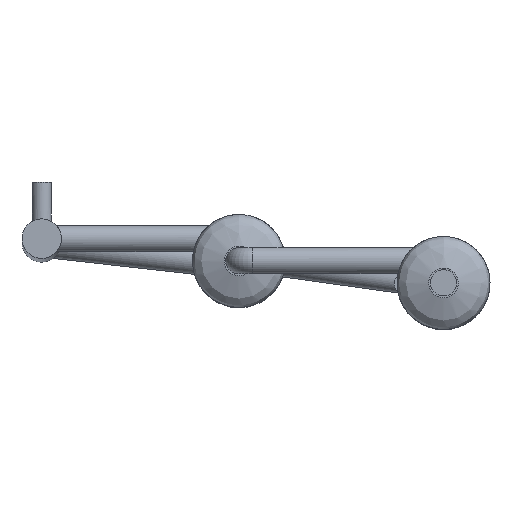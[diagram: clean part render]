
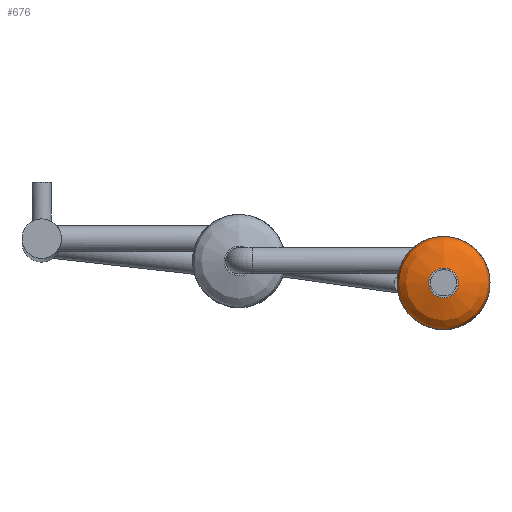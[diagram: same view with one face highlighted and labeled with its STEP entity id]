
A CAD part, top view. The second image highlights one B-rep face of the part: STEP entity #676.
In plain terms, the highlighted free-form (B-spline) face has degree [2, 2] with [3, 9] control points.
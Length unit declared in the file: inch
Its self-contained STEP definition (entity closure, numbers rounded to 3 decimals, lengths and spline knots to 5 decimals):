
#511=CARTESIAN_POINT('',(122.25,-9.,677.11317));
#512=VERTEX_POINT('',#511);
#513=CARTESIAN_POINT('',(122.25,-9.,677.11317));
#514=CARTESIAN_POINT('',(122.58177,-9.,677.11317));
#515=CARTESIAN_POINT('',(122.91252,-9.03669,677.11317));
#516=CARTESIAN_POINT('',(123.55993,-9.18211,677.11317));
#517=CARTESIAN_POINT('',(123.8746,-9.2904,677.11317));
#518=CARTESIAN_POINT('',(124.70418,-9.68288,677.11317));
#519=CARTESIAN_POINT('',(125.17984,-10.03455,677.11317));
#520=CARTESIAN_POINT('',(125.9696,-10.9004,677.11317));
#521=CARTESIAN_POINT('',(126.27615,-11.40632,677.11317));
#522=CARTESIAN_POINT('',(126.67805,-12.50718,677.11317));
#523=CARTESIAN_POINT('',(126.76958,-13.0916,677.11317));
#524=CARTESIAN_POINT('',(126.72345,-14.26263,677.11317));
#525=CARTESIAN_POINT('',(126.58624,-14.83804,677.11317));
#526=CARTESIAN_POINT('',(126.09899,-15.90388,677.11317));
#527=CARTESIAN_POINT('',(125.7536,-16.38411,677.11317));
#528=CARTESIAN_POINT('',(124.89819,-17.18517,677.11317));
#529=CARTESIAN_POINT('',(124.39633,-17.49833,677.11317));
#530=CARTESIAN_POINT('',(123.30084,-17.91465,677.11317));
#531=CARTESIAN_POINT('',(122.71767,-18.01383,677.11317));
#532=CARTESIAN_POINT('',(121.54614,-17.98307,677.11317));
#533=CARTESIAN_POINT('',(120.96898,-17.85343,677.11317));
#534=CARTESIAN_POINT('',(119.89684,-17.38021,677.11317));
#535=CARTESIAN_POINT('',(119.41211,-17.04115,677.11317));
#536=CARTESIAN_POINT('',(118.5999,-16.19632,677.11317));
#537=CARTESIAN_POINT('',(118.28018,-15.69862,677.11317));
#538=CARTESIAN_POINT('',(117.84952,-14.60868,677.11317));
#539=CARTESIAN_POINT('',(117.7427,-14.02686,677.11317));
#540=CARTESIAN_POINT('',(117.75808,-12.85503,677.11317));
#541=CARTESIAN_POINT('',(117.88014,-12.27622,677.11317));
#542=CARTESIAN_POINT('',(118.33925,-11.19796,677.11317));
#543=CARTESIAN_POINT('',(118.67192,-10.70882,677.11317));
#544=CARTESIAN_POINT('',(119.50602,-9.8856,677.11317));
#545=CARTESIAN_POINT('',(119.99948,-9.55938,677.11317));
#546=CARTESIAN_POINT('',(121.08367,-9.11445,677.11317));
#547=CARTESIAN_POINT('',(121.66403,-9.,677.11317));
#548=CARTESIAN_POINT('',(122.25,-9.,677.11317));
#549=B_SPLINE_CURVE_WITH_KNOTS('',3,(#513,#514,#515,#516,#517,#518,#519,#520,#521,#522,#523,#524,#525,#526,#527,#528,#529,#530,#531,#532,#533,#534,#535,#536,#537,#538,#539,#540,#541,#542,#543,#544,#545,#546,#547,#548),.UNSPECIFIED.,.T.,.U.,(4,2,2,2,2,2,2,2,2,2,2,2,2,2,2,2,2,4),(-72.03216,-69.50408,-66.97599,-62.51093,-58.04586,-53.5808,-49.11573,-44.65066,-40.1856,-35.72053,-31.25546,-26.7904,-22.32533,-17.86027,-13.3952,-8.93013,-4.46507,0.0),.UNSPECIFIED.);
#550=EDGE_CURVE('',#512,#512,#549,.T.);
#586=CARTESIAN_POINT('',(122.25,0.625,671.24993));
#587=CARTESIAN_POINT('',(122.25,0.62195,675.69655));
#588=CARTESIAN_POINT('',(122.25,-9.,677.11317));
#589=CARTESIAN_POINT('',(136.375,0.625,671.24993));
#590=CARTESIAN_POINT('',(136.37195,0.62195,675.69655));
#591=CARTESIAN_POINT('',(126.75,-9.,677.11317));
#592=CARTESIAN_POINT('',(136.375,-13.5,671.24993));
#593=CARTESIAN_POINT('',(136.37195,-13.5,675.69655));
#594=CARTESIAN_POINT('',(126.75,-13.5,677.11317));
#595=CARTESIAN_POINT('',(136.375,-27.625,671.24993));
#596=CARTESIAN_POINT('',(136.37195,-27.62195,675.69655));
#597=CARTESIAN_POINT('',(126.75,-18.,677.11317));
#598=CARTESIAN_POINT('',(122.25,-27.625,671.24993));
#599=CARTESIAN_POINT('',(122.25,-27.62195,675.69655));
#600=CARTESIAN_POINT('',(122.25,-18.,677.11317));
#601=CARTESIAN_POINT('',(108.125,-27.625,671.24993));
#602=CARTESIAN_POINT('',(108.12805,-27.62195,675.69655));
#603=CARTESIAN_POINT('',(117.75,-18.,677.11317));
#604=CARTESIAN_POINT('',(108.125,-13.5,671.24993));
#605=CARTESIAN_POINT('',(108.12805,-13.5,675.69655));
#606=CARTESIAN_POINT('',(117.75,-13.5,677.11317));
#607=CARTESIAN_POINT('',(108.125,0.625,671.24993));
#608=CARTESIAN_POINT('',(108.12805,0.62195,675.69655));
#609=CARTESIAN_POINT('',(117.75,-9.,677.11317));
#610=CARTESIAN_POINT('',(122.25,0.625,671.24993));
#611=CARTESIAN_POINT('',(122.25,0.62195,675.69655));
#612=CARTESIAN_POINT('',(122.25,-9.,677.11317));
#620=(BOUNDED_SURFACE()B_SPLINE_SURFACE(2,2,((#586,#589,#592,#595,#598,#601,#604,#607,#610),(#587,#590,#593,#596,#599,#602,#605,#608,#611),(#588,#591,#594,#597,#600,#603,#606,#609,#612)),.SURF_OF_REVOLUTION.,.F.,.T.,.U.)B_SPLINE_SURFACE_WITH_KNOTS((3,3),(3,2,2,2,3),(0.0,1.0),(0.0,0.25,0.5,0.75,1.0),.UNSPECIFIED.)GEOMETRIC_REPRESENTATION_ITEM()RATIONAL_B_SPLINE_SURFACE(((1.0,0.707,1.0,0.707,1.0,0.707,1.0,0.707,1.0),(0.812,0.574,0.812,0.574,0.812,0.574,0.812,0.574,0.812),(1.0,0.707,1.0,0.707,1.0,0.707,1.0,0.707,1.0)))REPRESENTATION_ITEM('')SURFACE());
#621=ORIENTED_EDGE('',*,*,#550,.T.);
#622=CARTESIAN_POINT('',(122.25,0.625,671.25));
#623=VERTEX_POINT('',#622);
#624=CARTESIAN_POINT('',(122.25,-13.5,671.24808));
#625=DIRECTION('',(-1.0,0.0,0.0));
#626=DIRECTION('',(0.0,-1.0,0.0));
#627=AXIS2_PLACEMENT_3D('',#624,#625,#626);
#628=ELLIPSE('',#627,14.125,6.1875);
#629=EDGE_CURVE('',#512,#623,#628,.T.);
#630=ORIENTED_EDGE('',*,*,#629,.T.);
#631=CARTESIAN_POINT('',(122.25,0.625,671.25));
#632=CARTESIAN_POINT('',(124.02302,0.625,671.25));
#633=CARTESIAN_POINT('',(125.78091,0.29116,671.25));
#634=CARTESIAN_POINT('',(129.14247,-1.03435,671.25));
#635=CARTESIAN_POINT('',(130.7054,-2.03681,671.25));
#636=CARTESIAN_POINT('',(133.35902,-4.58438,671.25));
#637=CARTESIAN_POINT('',(134.42435,-6.10515,671.25));
#638=CARTESIAN_POINT('',(135.91211,-9.46944,671.25));
#639=CARTESIAN_POINT('',(136.32031,-11.2808,671.25));
#640=CARTESIAN_POINT('',(136.41943,-14.95803,671.25));
#641=CARTESIAN_POINT('',(136.10939,-16.78875,671.25));
#642=CARTESIAN_POINT('',(134.80502,-20.2283,671.25));
#643=CARTESIAN_POINT('',(133.82316,-21.80424,671.25));
#644=CARTESIAN_POINT('',(131.31063,-24.49107,671.25));
#645=CARTESIAN_POINT('',(129.80397,-25.57626,671.25));
#646=CARTESIAN_POINT('',(126.45949,-27.10804,671.25));
#647=CARTESIAN_POINT('',(124.65365,-27.53998,671.25));
#648=CARTESIAN_POINT('',(120.97803,-27.68734,671.25));
#649=CARTESIAN_POINT('',(119.1434,-27.40135,671.25));
#650=CARTESIAN_POINT('',(115.68704,-26.14223,671.25));
#651=CARTESIAN_POINT('',(114.09834,-25.18114,671.25));
#652=CARTESIAN_POINT('',(111.37878,-22.70408,671.25));
#653=CARTESIAN_POINT('',(110.27391,-21.21179,671.25));
#654=CARTESIAN_POINT('',(108.69837,-17.88771,671.25));
#655=CARTESIAN_POINT('',(108.24277,-16.08768,671.25));
#656=CARTESIAN_POINT('',(108.04719,-12.41432,671.25));
#657=CARTESIAN_POINT('',(108.30908,-10.57609,671.25));
#658=CARTESIAN_POINT('',(109.52273,-7.1035,671.25));
#659=CARTESIAN_POINT('',(110.4629,-5.50233,671.25));
#660=CARTESIAN_POINT('',(112.37456,-3.34738,671.25));
#661=CARTESIAN_POINT('',(113.14968,-2.64716,671.25));
#662=CARTESIAN_POINT('',(114.83971,-1.42989,671.25));
#663=CARTESIAN_POINT('',(115.74945,-0.91656,671.25));
#664=CARTESIAN_POINT('',(116.70731,-0.50792,671.25));
#665=CARTESIAN_POINT('',(118.39907,0.21382,671.25));
#666=CARTESIAN_POINT('',(120.21563,0.59822,671.25));
#667=CARTESIAN_POINT('',(122.11984,0.62455,671.25));
#668=CARTESIAN_POINT('',(122.18493,0.625,671.25));
#669=CARTESIAN_POINT('',(122.25,0.625,671.25));
#670=B_SPLINE_CURVE_WITH_KNOTS('',3,(#631,#632,#633,#634,#635,#636,#637,#638,#639,#640,#641,#642,#643,#644,#645,#646,#647,#648,#649,#650,#651,#652,#653,#654,#655,#656,#657,#658,#659,#660,#661,#662,#663,#664,#665,#666,#667,#668,#669),.UNSPECIFIED.,.T.,.U.,(4,2,2,2,2,2,2,2,2,2,2,2,2,2,2,2,3,2,4),(14.51149,28.03069,42.04604,56.06139,70.07673,84.09208,98.10742,112.12277,126.13812,140.15346,154.16881,168.18416,182.1995,196.21485,210.2302,218.16557,226.10094,240.11628,240.61243),.UNSPECIFIED.);
#671=EDGE_CURVE('',#623,#623,#670,.T.);
#672=ORIENTED_EDGE('',*,*,#671,.F.);
#673=ORIENTED_EDGE('',*,*,#629,.F.);
#674=EDGE_LOOP('',(#621,#630,#672,#673));
#675=FACE_OUTER_BOUND('',#674,.T.);
#676=ADVANCED_FACE('',(#675),#620,.T.);
